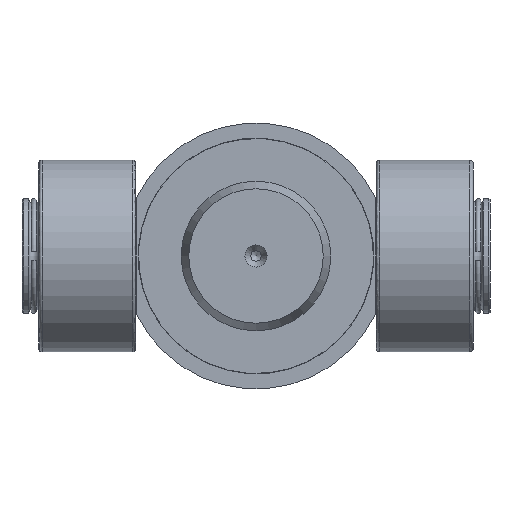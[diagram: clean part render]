
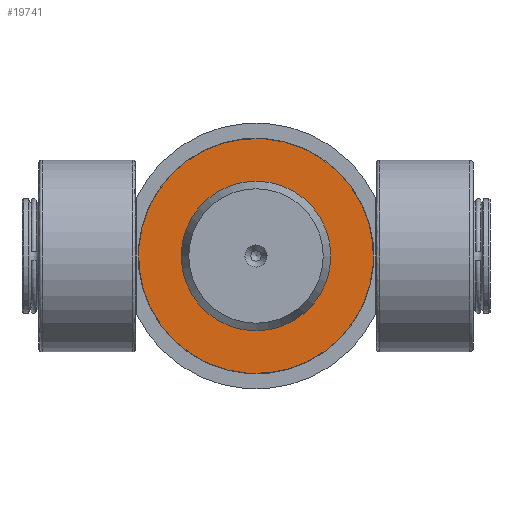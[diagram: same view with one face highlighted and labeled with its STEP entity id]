
A CAD part, front view. The second image highlights one B-rep face of the part: STEP entity #19741.
In plain terms, the highlighted face is planar.
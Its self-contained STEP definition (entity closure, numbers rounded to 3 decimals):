
#5312=PLANE('',#20709);
#5526=FACE_BOUND('',#7840,.T.);
#6613=FACE_OUTER_BOUND('',#7839,.T.);
#7839=EDGE_LOOP('',(#18624));
#7840=EDGE_LOOP('',(#18625));
#8050=CIRCLE('',#20690,41.009);
#8060=CIRCLE('',#20708,69.8);
#9985=VERTEX_POINT('',#40574);
#9995=VERTEX_POINT('',#40602);
#12863=EDGE_CURVE('',#9985,#9985,#8050,.T.);
#12873=EDGE_CURVE('',#9995,#9995,#8060,.T.);
#18624=ORIENTED_EDGE('',*,*,#12873,.F.);
#18625=ORIENTED_EDGE('',*,*,#12863,.T.);
#19741=ADVANCED_FACE('',(#6613,#5526),#5312,.T.);
#20690=AXIS2_PLACEMENT_3D('',#40575,#24052,#24053);
#20708=AXIS2_PLACEMENT_3D('',#40603,#24088,#24089);
#20709=AXIS2_PLACEMENT_3D('',#40604,#24090,#24091);
#24052=DIRECTION('center_axis',(0.,0.,-1.));
#24053=DIRECTION('ref_axis',(1.,0.,0.));
#24088=DIRECTION('center_axis',(0.,0.,-1.));
#24089=DIRECTION('ref_axis',(-1.,0.,0.));
#24090=DIRECTION('center_axis',(0.,0.,1.));
#24091=DIRECTION('ref_axis',(1.,0.,0.));
#40574=CARTESIAN_POINT('',(41.009,0.,12.));
#40575=CARTESIAN_POINT('Origin',(0.,0.,12.));
#40602=CARTESIAN_POINT('',(69.8,0.,12.));
#40603=CARTESIAN_POINT('Origin',(0.,0.,12.));
#40604=CARTESIAN_POINT('Origin',(0.,0.,
12.));
